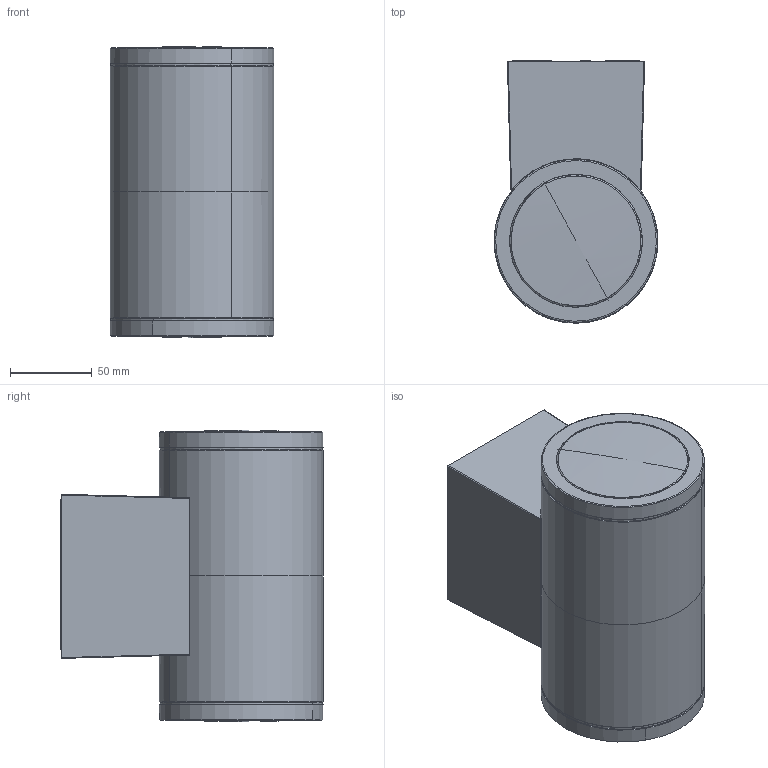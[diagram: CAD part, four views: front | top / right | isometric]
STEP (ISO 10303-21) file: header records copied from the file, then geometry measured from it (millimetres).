
FILE_DESCRIPTION(('CATIA V5 STEP Exchange'),'2;1');
FILE_NAME('BIM_EN-2014-1418_ASSY_AL-UPDOL_V01_E08_2015-06-25_ALLCATPART.stp','2015-08-21T10:11:34+00:00',('none'),('none'),'CATIA Version 5 Release 19 SP 3 (IN-10)','CATIA V5 STEP AP214','none');
FILE_SCHEMA(('AUTOMOTIVE_DESIGN { 1 0 10303 214 1 1 1 1 }'));
Products named in the file (1): BIM_EN-2014-1418_ASSY_AL-UPDOL_V01_E08_2015-06-25_AllCATPart
Bounding box: 99.97 x 159.99 x 177.75 mm (x, y, z)
Volume: 574882 mm3; surface area: 317628 mm2
Topology: 9 solids, 9 shells, 4818 faces, 12675 edges, 7826 vertices
Faces by surface type: plane 2571, bspline 856, cylinder 673, torus 274, cone 252, sphere 192
Entity records: 185341 total; most frequent: CARTESIAN_POINT 79416, ORIENTED_EDGE 24946, DIRECTION 16161, EDGE_CURVE 12473, VERTEX_POINT 7826, VECTOR 7458, LINE 7458, AXIS2_PLACEMENT_3D 5259
